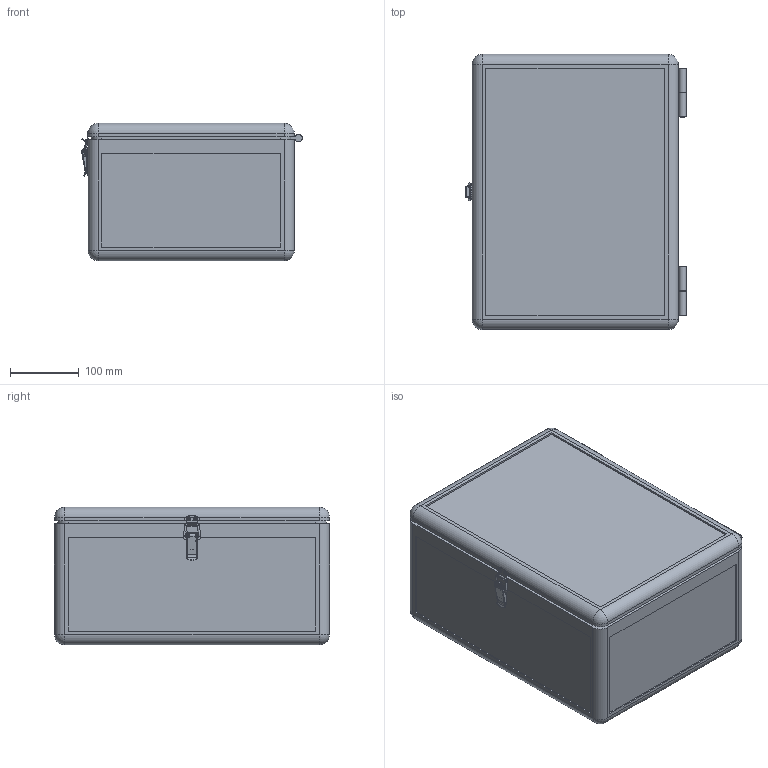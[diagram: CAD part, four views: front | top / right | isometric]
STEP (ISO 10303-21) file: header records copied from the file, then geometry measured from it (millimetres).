
FILE_DESCRIPTION (( 'STEP AP203' ), '1' );
FILE_NAME ('CHB-509N-STP.step', '2024-05-14T07:32:21', ( '' ), ( '' ), 'SwSTEP 2.0', 'SolidWorks 2011', '' );
FILE_SCHEMA (( 'CONFIG_CONTROL_DESIGN' ));
Length unit declared in the file: millimetre
Products named in the file (3): CHB-509N-STP; door; box
Assembly tree (2 placements, depth 2):
  CHB-509N-STP
    box
    door
Bounding box: 320.6 x 400 x 200 mm (x, y, z)
Volume: 1982743.5 mm3; surface area: 1287581.6 mm2
Topology: 4 solids, 4 shells, 1511 faces, 3946 edges, 2481 vertices
Faces by surface type: plane 1138, cylinder 289, sphere 34, bspline 30, cone 16, torus 4
Entity records: 50150 total; most frequent: CARTESIAN_POINT 12885, ORIENTED_EDGE 7812, DIRECTION 7308, EDGE_CURVE 3906, VECTOR 3206, LINE 3206, VERTEX_POINT 2481, AXIS2_PLACEMENT_3D 2051
